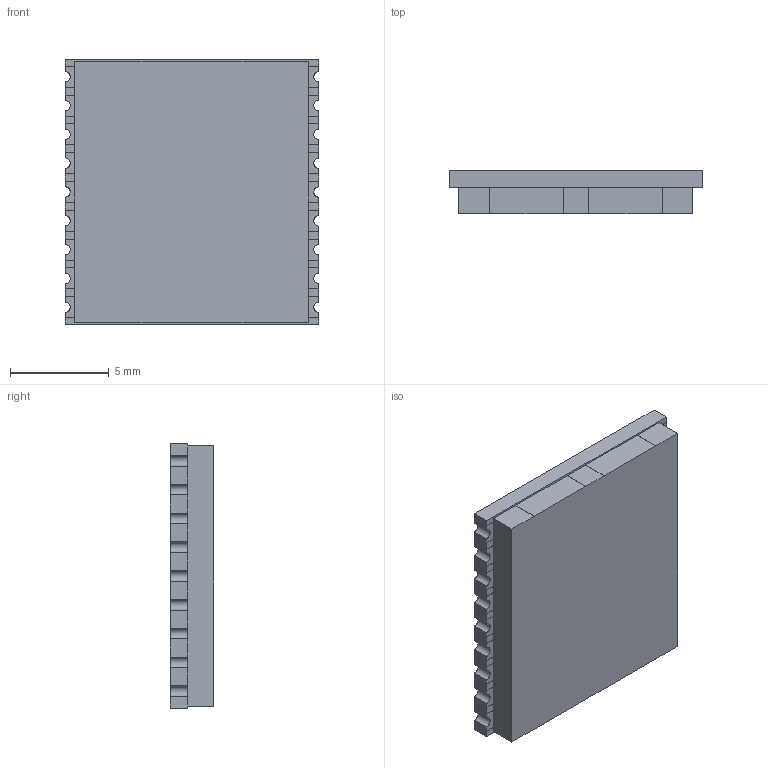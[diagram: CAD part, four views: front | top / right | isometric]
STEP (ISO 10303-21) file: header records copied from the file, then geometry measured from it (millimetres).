
FILE_DESCRIPTION(('FreeCAD Model'),'2;1');
FILE_NAME('Open CASCADE Shape Model','2025-05-02T23:19:52',('FreeCAD'),( 'FreeCAD'),'Open CASCADE STEP processor 7.6','FreeCAD','Unknown');
FILE_SCHEMA(('AUTOMOTIVE_DESIGN { 1 0 10303 214 1 1 1 1 }'));
Length unit declared in the file: millimetre
Products named in the file (1): Open CASCADE STEP translator 7.6 1
Bounding box: 12.85 x 2.2 x 13.38 mm (x, y, z)
Volume: 355.8 mm3; surface area: 484 mm2
Topology: 1 solids, 1 shells, 170 faces, 468 edges, 300 vertices
Faces by surface type: bspline 170
Entity records: 4948 total; most frequent: CARTESIAN_POINT 2133, ORIENTED_EDGE 936, EDGE_CURVE 468, B_SPLINE_CURVE_WITH_KNOTS 432, VERTEX_POINT 300, ADVANCED_FACE 170, FACE_BOUND 170, EDGE_LOOP 170
